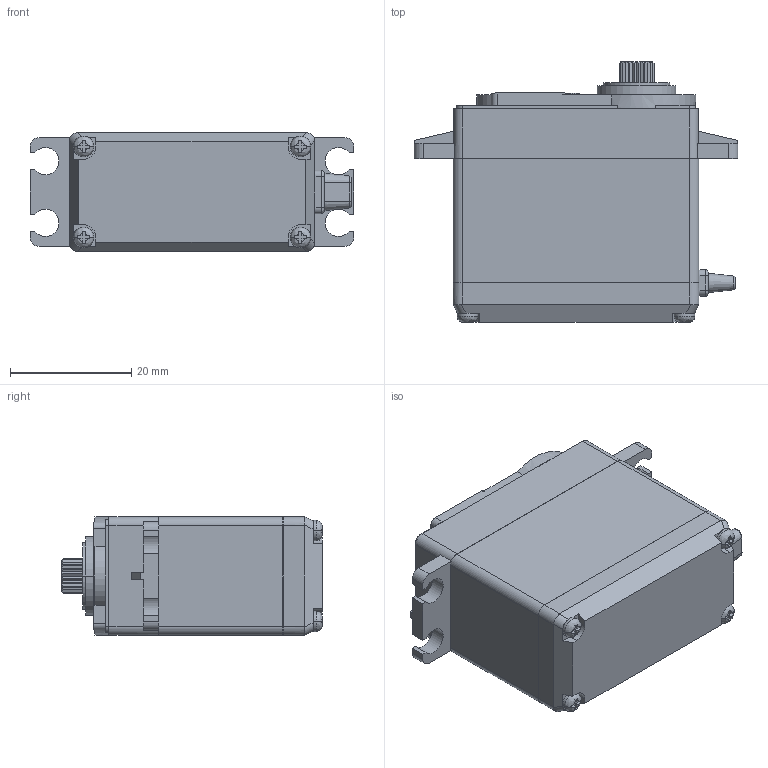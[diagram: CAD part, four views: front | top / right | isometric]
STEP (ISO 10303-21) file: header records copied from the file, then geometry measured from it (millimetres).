
FILE_DESCRIPTION((''),'2;1');
FILE_NAME('HS-5625MG_ASM','2017-08-30T',('servo-csw'),(''),'CREO PARAMETRIC BY PTC INC, 2014440','CREO PARAMETRIC BY PTC INC, 2014440','');
FILE_SCHEMA(('CONFIG_CONTROL_DESIGN'));
Length unit declared in the file: millimetre
Products named in the file (2): _HS-5625MG; HS-5625MG_ASM
Assembly tree (1 placements, depth 2):
  HS-5625MG_ASM
    _HS-5625MG
Bounding box: 53.4 x 43.04 x 19.6 mm (x, y, z)
Volume: 29119.6 mm3; surface area: 10036.6 mm2
Topology: 2 solids, 2 shells, 365 faces, 1038 edges, 682 vertices
Faces by surface type: plane 246, cylinder 77, cone 28, bspline 12, torus 2
Entity records: 13881 total; most frequent: CARTESIAN_POINT 2962, ORIENTED_EDGE 2076, DIRECTION 1842, EDGE_CURVE 1038, VERTEX_POINT 682, VECTOR 658, LINE 658, AXIS2_PLACEMENT_3D 592
